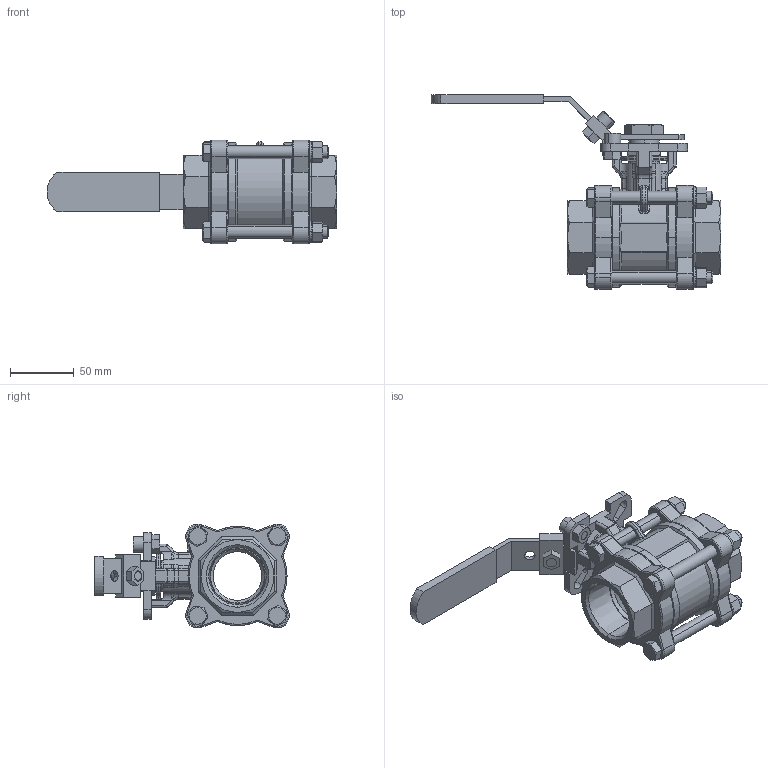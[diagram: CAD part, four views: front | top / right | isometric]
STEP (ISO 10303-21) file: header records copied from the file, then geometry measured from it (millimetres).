
FILE_DESCRIPTION (( 'STEP AP214' ), '1' );
FILE_NAME ('3700-14SE.STEP', '2017-06-21T05:28:20', ( 'rd3' ), ( '' ), 'SwSTEP 2.0', 'SolidWorks 2014', '' );
FILE_SCHEMA (( 'AUTOMOTIVE_DESIGN' ));
Length unit declared in the file: millimetre
Products named in the file (25): 3705-14; 35T606-14; 3503-14; 3729-14; 3052R2-14; 3118-12; 3071R1-14; 0017-38S; 0016W38S; 3700-14SE; 3T15M18S; 3T17-14; 3T44-14; 307-14; 307140-14; M8; 307013-14; 3550-14; 307130-14; 3T10-14; 3T08-14; 3T09-14; 2604-14; 3T07-14; E5MM-M08
Assembly tree (39 placements, depth 3):
  3700-14SE
    3071R1-14
    3052R2-14  x2
    3503-14  x2
    3705-14
    3T07-14
    2604-14
    3T09-14  x2
    3T08-14
    3T10-14  x2
    307-14
      307130-14
      3550-14
      307013-14
      M8
      307140-14
    3T44-14
    3T17-14
    3T15M18S  x2
    0016W38S  x4
    0017-38S  x4
    3118-12  x4
    3729-14
    35T606-14  x2
    E5MM-M08
Bounding box: 226.43 x 152.41 x 81.23 mm (x, y, z)
Volume: 434855.1 mm3; surface area: 187614.6 mm2
Topology: 39 solids, 39 shells, 1053 faces, 2533 edges, 1570 vertices
Faces by surface type: plane 374, cylinder 365, cone 169, torus 93, bspline 46, sphere 6
Entity records: 26026 total; most frequent: CARTESIAN_POINT 8433, DIRECTION 3460, ORIENTED_EDGE 3414, EDGE_CURVE 1707, AXIS2_PLACEMENT_3D 1350, VERTEX_POINT 1064, EDGE_LOOP 789, VECTOR 760
